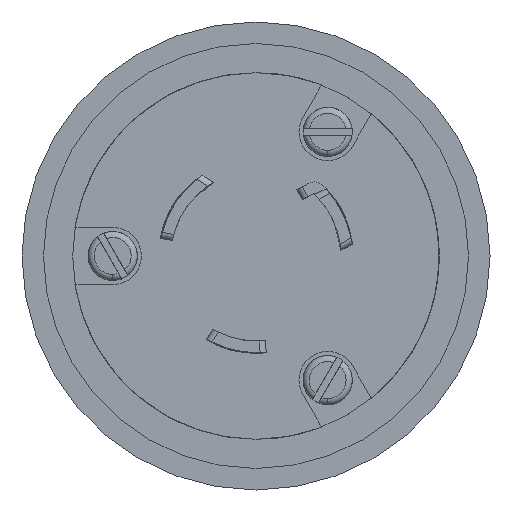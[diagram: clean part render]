
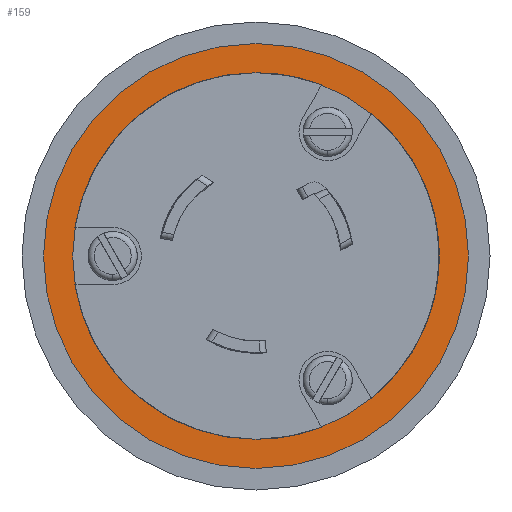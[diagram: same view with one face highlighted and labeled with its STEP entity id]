
A CAD part, front view. The second image highlights one B-rep face of the part: STEP entity #159.
In plain terms, the highlighted planar face has unit normal (0, -1, 0).
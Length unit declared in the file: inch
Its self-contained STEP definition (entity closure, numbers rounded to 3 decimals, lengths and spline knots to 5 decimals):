
#143 = VERTEX_POINT ( 'NONE', #2598 ) ;
#159 = ADVANCED_FACE ( 'NONE', ( #5517, #1657 ), #9012, .F. ) ;
#398 = CIRCLE ( 'NONE', #7472, 0.895 ) ;
#749 = EDGE_CURVE ( 'NONE', #143, #6168, #1658, .T. ) ;
#1412 = CARTESIAN_POINT ( 'NONE',  ( 0., 0., 0. ) ) ;
#1657 = FACE_OUTER_BOUND ( 'NONE', #6388, .T. ) ;
#1658 = CIRCLE ( 'NONE', #3375, 1.0375 ) ;
#1689 = DIRECTION ( 'NONE',  ( 0., 1., 0. ) ) ;
#1766 = AXIS2_PLACEMENT_3D ( 'NONE', #2968, #7984, #3672 ) ;
#2126 = ORIENTED_EDGE ( 'NONE', *, *, #6443, .F. ) ;
#2134 = DIRECTION ( 'NONE',  ( 0., 0., -1. ) ) ;
#2540 = CARTESIAN_POINT ( 'NONE',  ( 0., 0., 0. ) ) ;
#2598 = CARTESIAN_POINT ( 'NONE',  ( 0., 0., -1.0375 ) ) ;
#2913 = DIRECTION ( 'NONE',  ( 0., 1., 0. ) ) ;
#2968 = CARTESIAN_POINT ( 'NONE',  ( 0., 0., 0. ) ) ;
#3039 = VERTEX_POINT ( 'NONE', #3716 ) ;
#3148 = EDGE_LOOP ( 'NONE', ( #2126, #8770 ) ) ;
#3255 = DIRECTION ( 'NONE',  ( 0., 0., 1. ) ) ;
#3375 = AXIS2_PLACEMENT_3D ( 'NONE', #7219, #2913, #7940 ) ;
#3672 = DIRECTION ( 'NONE',  ( 0., 0., -1. ) ) ;
#3716 = CARTESIAN_POINT ( 'NONE',  ( 0., 0., -0.895 ) ) ;
#4158 = EDGE_CURVE ( 'NONE', #4633, #3039, #8765, .T. ) ;
#4233 = CARTESIAN_POINT ( 'NONE',  ( 0., 0., 1.0375 ) ) ;
#4633 = VERTEX_POINT ( 'NONE', #6188 ) ;
#5517 = FACE_BOUND ( 'NONE', #3148, .T. ) ;
#5648 = ORIENTED_EDGE ( 'NONE', *, *, #8590, .F. ) ;
#6018 = CARTESIAN_POINT ( 'NONE',  ( 0., 0., 0. ) ) ;
#6168 = VERTEX_POINT ( 'NONE', #4233 ) ;
#6188 = CARTESIAN_POINT ( 'NONE',  ( 0., 0., 0.895 ) ) ;
#6388 = EDGE_LOOP ( 'NONE', ( #7288, #5648 ) ) ;
#6443 = EDGE_CURVE ( 'NONE', #3039, #4633, #398, .T. ) ;
#6469 = DIRECTION ( 'NONE',  ( 0., -1., 0. ) ) ;
#6603 = CIRCLE ( 'NONE', #7345, 1.0375 ) ;
#6748 = DIRECTION ( 'NONE',  ( 0., 0., 1. ) ) ;
#7219 = CARTESIAN_POINT ( 'NONE',  ( 0., 0., 0. ) ) ;
#7288 = ORIENTED_EDGE ( 'NONE', *, *, #749, .F. ) ;
#7345 = AXIS2_PLACEMENT_3D ( 'NONE', #6018, #1689, #6748 ) ;
#7472 = AXIS2_PLACEMENT_3D ( 'NONE', #1412, #6469, #2134 ) ;
#7557 = DIRECTION ( 'NONE',  ( 0., 1., 0. ) ) ;
#7940 = DIRECTION ( 'NONE',  ( 0., 0., 1. ) ) ;
#7984 = DIRECTION ( 'NONE',  ( 0., -1., 0. ) ) ;
#8436 = AXIS2_PLACEMENT_3D ( 'NONE', #2540, #7557, #3255 ) ;
#8590 = EDGE_CURVE ( 'NONE', #6168, #143, #6603, .T. ) ;
#8765 = CIRCLE ( 'NONE', #1766, 0.895 ) ;
#8770 = ORIENTED_EDGE ( 'NONE', *, *, #4158, .F. ) ;
#9012 = PLANE ( 'NONE',  #8436 ) ;
